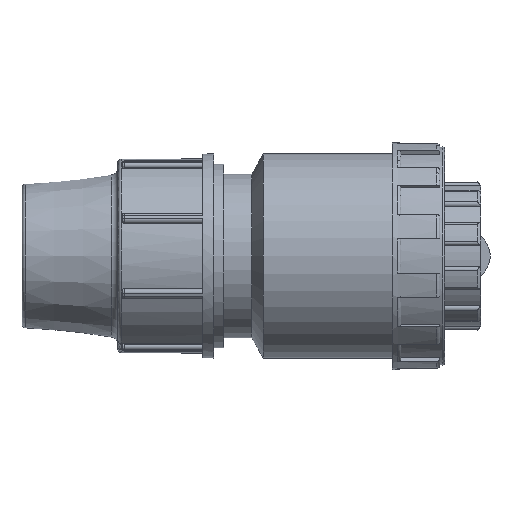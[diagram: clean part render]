
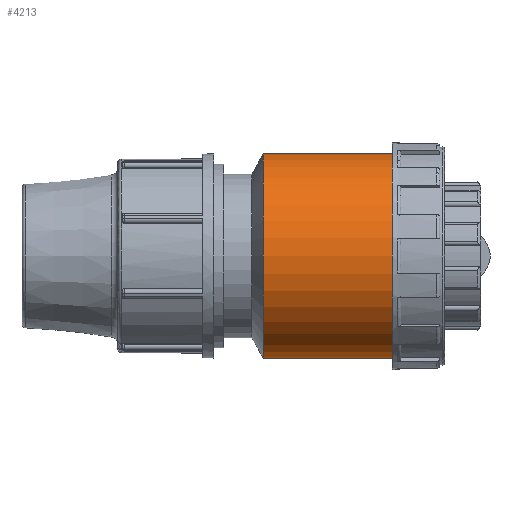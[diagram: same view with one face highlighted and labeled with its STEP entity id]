
A CAD part, front view. The second image highlights one B-rep face of the part: STEP entity #4213.
In plain terms, the highlighted cylindrical face has radius 43.2 mm (diameter 86.4 mm), a full revolution.
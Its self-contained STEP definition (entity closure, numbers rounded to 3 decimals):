
#56=FACE_BOUND('',#864,.T.);
#57=FACE_BOUND('',#865,.T.);
#291=B_SPLINE_CURVE_WITH_KNOTS('',3,(#7704,#7705,#7706,#7707,#7708,#7709,
#7710,#7711,#7712,#7713,#7714,#7715,#7716,#7717,#7718,#7719,#7720,#7721,
#7722,#7723,#7724,#7725,#7726,#7727,#7728,#7729,#7730,#7731,#7732,#7733,
#7734,#7735,#7736,#7737,#7738,#7739,#7740,#7741,#7742,#7743,#7744,#7745,
#7746,#7747,#7748,#7749,#7750,#7751,#7752,#7753),.UNSPECIFIED.,.T.,.F.,
(4,2,2,2,2,2,2,2,2,2,2,2,2,2,2,2,2,2,2,2,2,2,2,2,4),(0.,0.274,
0.547,1.094,1.641,1.915,2.188,
2.461,2.735,3.282,3.829,4.102,
4.376,4.649,4.923,5.47,6.017,
6.29,6.564,6.837,7.111,7.658,
8.205,8.478,8.752),.UNSPECIFIED.);
#593=FACE_OUTER_BOUND('',#863,.T.);
#863=EDGE_LOOP('',(#3879));
#864=EDGE_LOOP('',(#3880));
#865=EDGE_LOOP('',(#3881));
#1598=CIRCLE('',#4703,43.2);
#1599=CIRCLE('',#4705,43.2);
#1859=VERTEX_POINT('',#7703);
#2011=VERTEX_POINT('',#8641);
#2012=VERTEX_POINT('',#8644);
#2414=EDGE_CURVE('',#1859,#1859,#291,.T.);
#2638=EDGE_CURVE('',#2011,#2011,#1598,.T.);
#2639=EDGE_CURVE('',#2012,#2012,#1599,.T.);
#3879=ORIENTED_EDGE('',*,*,#2639,.F.);
#3880=ORIENTED_EDGE('',*,*,#2414,.T.);
#3881=ORIENTED_EDGE('',*,*,#2638,.T.);
#3971=CYLINDRICAL_SURFACE('',#4704,43.2);
#4213=ADVANCED_FACE('',(#593,#56,#57),#3971,.T.);
#4703=AXIS2_PLACEMENT_3D('',#8642,#5908,#5909);
#4704=AXIS2_PLACEMENT_3D('',#8643,#5910,#5911);
#4705=AXIS2_PLACEMENT_3D('',#8645,#5912,#5913);
#5908=DIRECTION('center_axis',(-1.,0.,0.));
#5909=DIRECTION('ref_axis',(0.,0.,1.));
#5910=DIRECTION('center_axis',(-1.,0.,0.));
#5911=DIRECTION('ref_axis',(0.,1.,0.));
#5912=DIRECTION('center_axis',(-1.,0.,0.));
#5913=DIRECTION('ref_axis',(0.,0.,1.));
#7703=CARTESIAN_POINT('',(0.,40.729,14.4));
#7704=CARTESIAN_POINT('Ctrl Pts',(0.,40.729,14.4));
#7705=CARTESIAN_POINT('Ctrl Pts',(-0.912,40.729,14.4));
#7706=CARTESIAN_POINT('Ctrl Pts',(-1.852,40.761,14.312));
#7707=CARTESIAN_POINT('Ctrl Pts',(-3.719,40.888,13.944));
#7708=CARTESIAN_POINT('Ctrl Pts',(-4.644,40.984,13.664));
#7709=CARTESIAN_POINT('Ctrl Pts',(-7.302,41.341,12.559));
#7710=CARTESIAN_POINT('Ctrl Pts',(-8.911,41.675,11.453));
#7711=CARTESIAN_POINT('Ctrl Pts',(-11.453,42.291,8.912));
#7712=CARTESIAN_POINT('Ctrl Pts',(-12.559,42.616,7.302));
#7713=CARTESIAN_POINT('Ctrl Pts',(-13.664,42.959,4.644));
#7714=CARTESIAN_POINT('Ctrl Pts',(-13.944,43.05,3.718));
#7715=CARTESIAN_POINT('Ctrl Pts',(-14.312,43.17,1.852));
#7716=CARTESIAN_POINT('Ctrl Pts',(-14.4,43.2,0.911));
#7717=CARTESIAN_POINT('Ctrl Pts',(-14.4,43.2,-0.911));
#7718=CARTESIAN_POINT('Ctrl Pts',(-14.312,43.17,-1.852));
#7719=CARTESIAN_POINT('Ctrl Pts',(-13.944,43.05,-3.718));
#7720=CARTESIAN_POINT('Ctrl Pts',(-13.664,42.959,-4.644));
#7721=CARTESIAN_POINT('Ctrl Pts',(-12.559,42.616,-7.302));
#7722=CARTESIAN_POINT('Ctrl Pts',(-11.453,42.291,-8.912));
#7723=CARTESIAN_POINT('Ctrl Pts',(-8.911,41.675,-11.453));
#7724=CARTESIAN_POINT('Ctrl Pts',(-7.302,41.341,-12.559));
#7725=CARTESIAN_POINT('Ctrl Pts',(-4.644,40.984,-13.664));
#7726=CARTESIAN_POINT('Ctrl Pts',(-3.719,40.888,-13.944));
#7727=CARTESIAN_POINT('Ctrl Pts',(-1.852,40.761,-14.312));
#7728=CARTESIAN_POINT('Ctrl Pts',(-0.912,40.729,-14.4));
#7729=CARTESIAN_POINT('Ctrl Pts',(0.912,40.729,-14.4));
#7730=CARTESIAN_POINT('Ctrl Pts',(1.852,40.761,-14.312));
#7731=CARTESIAN_POINT('Ctrl Pts',(3.719,40.888,-13.944));
#7732=CARTESIAN_POINT('Ctrl Pts',(4.644,40.984,-13.664));
#7733=CARTESIAN_POINT('Ctrl Pts',(7.302,41.341,-12.559));
#7734=CARTESIAN_POINT('Ctrl Pts',(8.911,41.675,-11.453));
#7735=CARTESIAN_POINT('Ctrl Pts',(11.453,42.291,-8.912));
#7736=CARTESIAN_POINT('Ctrl Pts',(12.559,42.616,-7.302));
#7737=CARTESIAN_POINT('Ctrl Pts',(13.664,42.959,-4.644));
#7738=CARTESIAN_POINT('Ctrl Pts',(13.944,43.05,-3.718));
#7739=CARTESIAN_POINT('Ctrl Pts',(14.312,43.17,-1.852));
#7740=CARTESIAN_POINT('Ctrl Pts',(14.4,43.2,-0.911));
#7741=CARTESIAN_POINT('Ctrl Pts',(14.4,43.2,0.911));
#7742=CARTESIAN_POINT('Ctrl Pts',(14.312,43.17,1.852));
#7743=CARTESIAN_POINT('Ctrl Pts',(13.944,43.05,3.718));
#7744=CARTESIAN_POINT('Ctrl Pts',(13.664,42.959,4.644));
#7745=CARTESIAN_POINT('Ctrl Pts',(12.559,42.616,7.302));
#7746=CARTESIAN_POINT('Ctrl Pts',(11.453,42.291,8.912));
#7747=CARTESIAN_POINT('Ctrl Pts',(8.911,41.675,11.453));
#7748=CARTESIAN_POINT('Ctrl Pts',(7.302,41.341,12.559));
#7749=CARTESIAN_POINT('Ctrl Pts',(4.644,40.984,13.664));
#7750=CARTESIAN_POINT('Ctrl Pts',(3.719,40.888,13.944));
#7751=CARTESIAN_POINT('Ctrl Pts',(1.852,40.761,14.312));
#7752=CARTESIAN_POINT('Ctrl Pts',(0.912,40.729,14.4));
#7753=CARTESIAN_POINT('Ctrl Pts',(0.,40.729,
14.4));
#8641=CARTESIAN_POINT('',(27.267,43.2,0.));
#8642=CARTESIAN_POINT('Origin',(27.267,0.,0.));
#8643=CARTESIAN_POINT('Origin',(0.,0.,0.));
#8644=CARTESIAN_POINT('',(-27.267,43.2,0.));
#8645=CARTESIAN_POINT('Origin',(-27.267,0.,0.));
